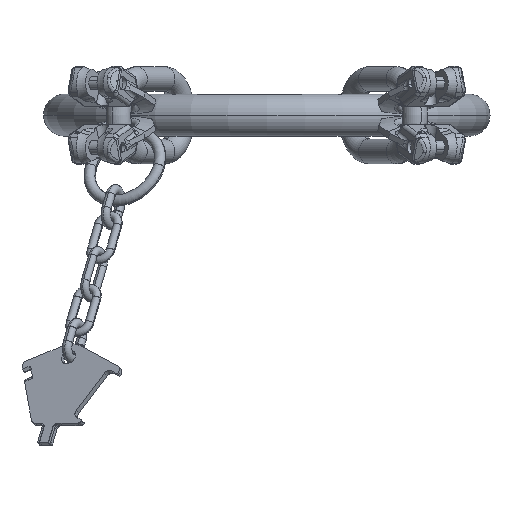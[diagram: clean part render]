
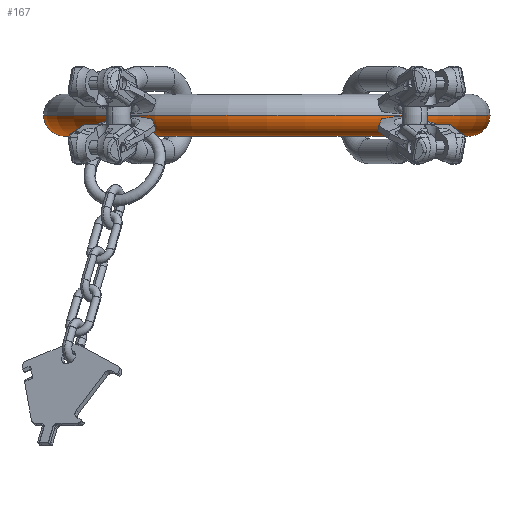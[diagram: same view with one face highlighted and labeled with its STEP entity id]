
A CAD part, front view. The second image highlights one B-rep face of the part: STEP entity #167.
In plain terms, the highlighted toroidal (fillet/blend) face has major radius 106 mm and minor radius 11 mm.
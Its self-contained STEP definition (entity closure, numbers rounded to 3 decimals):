
#35=CARTESIAN_POINT('',(0.,0.,0.));
#36=DIRECTION('',(0.,0.,1.));
#37=DIRECTION('',(-1.,0.,0.));
#38=AXIS2_PLACEMENT_3D('',#35,#36,#37);
#40=CARTESIAN_POINT('',(-106.,0.,0.));
#41=DIRECTION('',(0.,-1.,0.));
#42=DIRECTION('',(-1.,0.,0.));
#43=AXIS2_PLACEMENT_3D('',#40,#41,#42);
#45=CARTESIAN_POINT('',(0.,0.,0.));
#46=DIRECTION('',(0.,0.,1.));
#47=DIRECTION('',(-1.,0.,0.));
#48=AXIS2_PLACEMENT_3D('',#45,#46,#47);
#69=CARTESIAN_POINT('',(106.,0.,0.));
#70=DIRECTION('',(0.,1.,0.));
#71=DIRECTION('',(1.,0.,0.));
#72=AXIS2_PLACEMENT_3D('',#69,#70,#71);
#82=CARTESIAN_POINT('',(-95.,0.,0.));
#83=CARTESIAN_POINT('',(-117.,0.,0.));
#84=VERTEX_POINT('',#82);
#85=VERTEX_POINT('',#83);
#86=CARTESIAN_POINT('',(95.,0.,0.));
#87=CARTESIAN_POINT('',(117.,0.,0.));
#88=VERTEX_POINT('',#86);
#89=VERTEX_POINT('',#87);
#154=CARTESIAN_POINT('',(0.,0.,0.));
#155=DIRECTION('',(0.,0.,1.));
#156=DIRECTION('',(1.,0.,0.));
#157=AXIS2_PLACEMENT_3D('',#154,#155,#156);
#158=TOROIDAL_SURFACE('',#157,106.,11.);
#160=ORIENTED_EDGE('',*,*,#159,.F.);
#161=ORIENTED_EDGE('',*,*,#149,.T.);
#163=ORIENTED_EDGE('',*,*,#162,.T.);
#164=ORIENTED_EDGE('',*,*,#146,.F.);
#165=EDGE_LOOP('',(#160,#161,#163,#164));
#166=FACE_OUTER_BOUND('',#165,.F.);
#167=ADVANCED_FACE('',(#166),#158,.T.);
#39=CIRCLE('',#38,95.);
#44=CIRCLE('',#43,11.);
#49=CIRCLE('',#48,117.);
#73=CIRCLE('',#72,11.);
#146=EDGE_CURVE('',#84,#88,#39,.T.);
#149=EDGE_CURVE('',#85,#89,#49,.T.);
#159=EDGE_CURVE('',#85,#84,#44,.T.);
#162=EDGE_CURVE('',#89,#88,#73,.T.);
